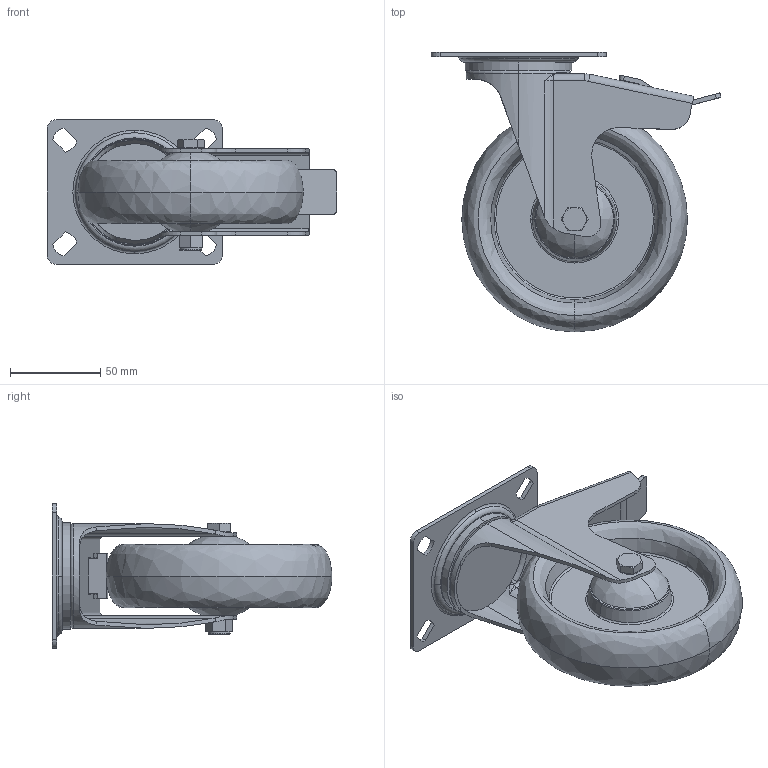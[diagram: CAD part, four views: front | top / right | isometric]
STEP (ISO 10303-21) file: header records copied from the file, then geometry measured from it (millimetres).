
FILE_DESCRIPTION (( 'STEP AP214' ), '1' );
FILE_NAME ('0024997.step', '2021-05-17T10:11:41', ( 'Windows-Benutzer' ), ( '' ), 'SwSTEP 2.0', 'SolidWorks 2020', '' );
FILE_SCHEMA (( 'AUTOMOTIVE_DESIGN' ));
Length unit declared in the file: millimetre
Products named in the file (1): 0024997
Bounding box: 160.5 x 155 x 80 mm (x, y, z)
Volume: 306276.1 mm3; surface area: 136325.9 mm2
Topology: 8 solids, 8 shells, 303 faces, 719 edges, 448 vertices
Faces by surface type: plane 100, cylinder 87, torus 54, cone 34, bspline 28
Entity records: 12826 total; most frequent: CARTESIAN_POINT 2334, DIRECTION 1559, ORIENTED_EDGE 1430, EDGE_CURVE 715, AXIS2_PLACEMENT_3D 642, VERTEX_POINT 448, CIRCLE 366, EDGE_LOOP 347
